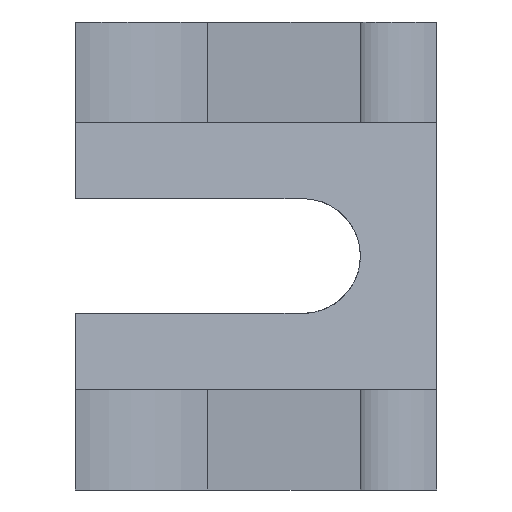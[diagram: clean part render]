
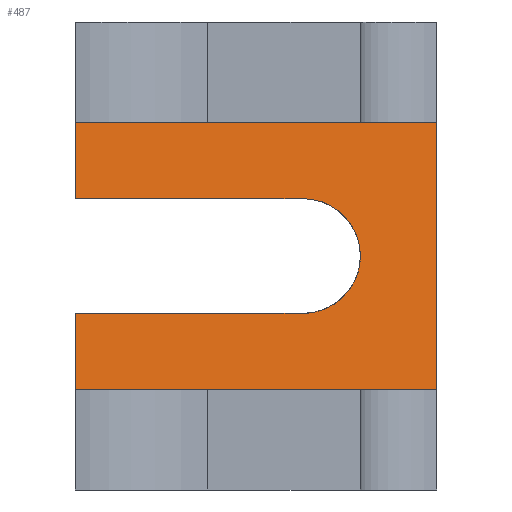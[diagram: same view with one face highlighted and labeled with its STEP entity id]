
A CAD part, left-side view. The second image highlights one B-rep face of the part: STEP entity #487.
In plain terms, the highlighted planar face has unit normal (-0.938, -0.347, 0).
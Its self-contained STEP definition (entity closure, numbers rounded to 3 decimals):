
#179 = VERTEX_POINT('',#180);
#180 = CARTESIAN_POINT('',(0.,0.,7.));
#186 = EDGE_CURVE('',#187,#179,#189,.T.);
#187 = VERTEX_POINT('',#188);
#188 = CARTESIAN_POINT('',(0.,0.,-7.));
#189 = LINE('',#190,#191);
#190 = CARTESIAN_POINT('',(0.,0.,-7.));
#191 = VECTOR('',#192,1.);
#192 = DIRECTION('',(0.,0.,1.));
#311 = VERTEX_POINT('',#312);
#312 = CARTESIAN_POINT('',(-7.,18.928,3.));
#318 = EDGE_CURVE('',#311,#319,#321,.T.);
#319 = VERTEX_POINT('',#320);
#320 = CARTESIAN_POINT('',(-2.589,7.,3.));
#321 = LINE('',#322,#323);
#322 = CARTESIAN_POINT('',(-7.651,20.689,3.));
#323 = VECTOR('',#324,1.);
#324 = DIRECTION('',(0.347,-0.938,0.)
  );
#342 = EDGE_CURVE('',#319,#343,#345,.T.);
#343 = VERTEX_POINT('',#344);
#344 = CARTESIAN_POINT('',(-2.589,7.,-3.));
#345 = ELLIPSE('',#346,3.199,3.);
#346 = AXIS2_PLACEMENT_3D('',#347,#348,#349);
#347 = CARTESIAN_POINT('',(-2.589,7.,0.));
#348 = DIRECTION('',(0.938,0.347,0.));
#349 = DIRECTION('',(0.347,-0.938,0.));
#367 = EDGE_CURVE('',#343,#368,#370,.T.);
#368 = VERTEX_POINT('',#369);
#369 = CARTESIAN_POINT('',(-7.,18.928,-3.));
#370 = LINE('',#371,#372);
#371 = CARTESIAN_POINT('',(-4.398,11.892,-3.));
#372 = VECTOR('',#373,1.);
#373 = DIRECTION('',(-0.347,0.938,0.));
#468 = EDGE_CURVE('',#469,#187,#471,.T.);
#469 = VERTEX_POINT('',#470);
#470 = CARTESIAN_POINT('',(-7.,18.928,-7.));
#471 = LINE('',#472,#473);
#472 = CARTESIAN_POINT('',(-7.,18.928,-7.));
#473 = VECTOR('',#474,1.);
#474 = DIRECTION('',(0.347,-0.938,0.));
#487 = ADVANCED_FACE('',(#488),#515,.F.);
#488 = FACE_BOUND('',#489,.F.);
#489 = EDGE_LOOP('',(#490,#491,#497,#498,#499,#500,#508,#514));
#490 = ORIENTED_EDGE('',*,*,#468,.F.);
#491 = ORIENTED_EDGE('',*,*,#492,.T.);
#492 = EDGE_CURVE('',#469,#368,#493,.T.);
#493 = LINE('',#494,#495);
#494 = CARTESIAN_POINT('',(-7.,18.928,-7.));
#495 = VECTOR('',#496,1.);
#496 = DIRECTION('',(0.,0.,1.));
#497 = ORIENTED_EDGE('',*,*,#367,.F.);
#498 = ORIENTED_EDGE('',*,*,#342,.F.);
#499 = ORIENTED_EDGE('',*,*,#318,.F.);
#500 = ORIENTED_EDGE('',*,*,#501,.T.);
#501 = EDGE_CURVE('',#311,#502,#504,.T.);
#502 = VERTEX_POINT('',#503);
#503 = CARTESIAN_POINT('',(-7.,18.928,7.));
#504 = LINE('',#505,#506);
#505 = CARTESIAN_POINT('',(-7.,18.928,-7.));
#506 = VECTOR('',#507,1.);
#507 = DIRECTION('',(0.,0.,1.));
#508 = ORIENTED_EDGE('',*,*,#509,.T.);
#509 = EDGE_CURVE('',#502,#179,#510,.T.);
#510 = LINE('',#511,#512);
#511 = CARTESIAN_POINT('',(-7.,18.928,7.));
#512 = VECTOR('',#513,1.);
#513 = DIRECTION('',(0.347,-0.938,0.));
#514 = ORIENTED_EDGE('',*,*,#186,.F.);
#515 = PLANE('',#516);
#516 = AXIS2_PLACEMENT_3D('',#517,#518,#519);
#517 = CARTESIAN_POINT('',(-7.,18.928,-7.));
#518 = DIRECTION('',(0.938,0.347,0.));
#519 = DIRECTION('',(0.347,-0.938,0.));
